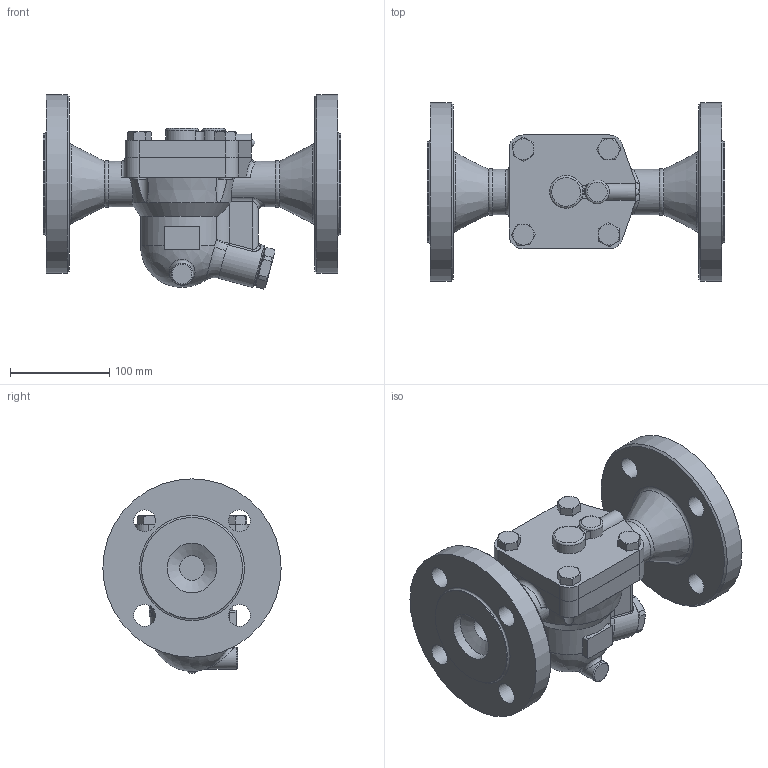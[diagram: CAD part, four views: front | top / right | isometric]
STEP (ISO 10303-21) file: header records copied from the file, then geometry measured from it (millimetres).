
FILE_DESCRIPTION((''),'2;1');
FILE_NAME('j5rlb-050-e0063-00.stp','2011-09-30T15:03:14',('sugie07'),(''),'Autodesk Inventor 2012','Autodesk Inventor 2012','');
FILE_SCHEMA(('AUTOMOTIVE_DESIGN { 1 0 10303 214 1 1 1 1 }'));
Length unit declared in the file: millimetre
Products named in the file (1): j5rlb-050-e0063-00
Bounding box: 300 x 180 x 196.08 mm (x, y, z)
Volume: 2684071.5 mm3; surface area: 267302.4 mm2
Topology: 1 solids, 1 shells, 278 faces, 690 edges, 433 vertices
Faces by surface type: plane 107, cylinder 74, cone 51, bspline 29, torus 15, sphere 2
Full cylindrical faces by diameter (mm): 14 x8, 16 x4, 22 x9, 25 x2, 27 x1, 44 x1, 46 x2, 50 x2, 80 x1, 102 x2, 180 x2
Entity records: 13198 total; most frequent: CARTESIAN_POINT 7192, ORIENTED_EDGE 1230, DIRECTION 1185, EDGE_CURVE 615, AXIS2_PLACEMENT_3D 498, VERTEX_POINT 414, EDGE_LOOP 377, FACE_OUTER_BOUND 278
